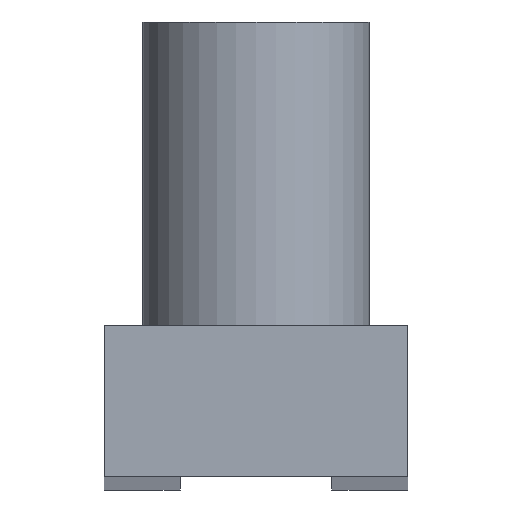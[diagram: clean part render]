
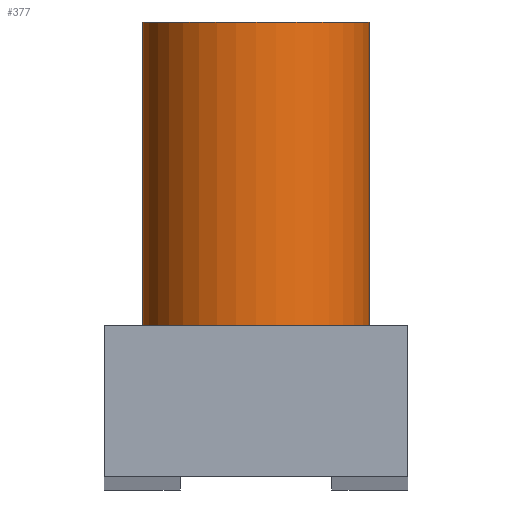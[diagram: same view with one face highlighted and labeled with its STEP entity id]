
A CAD part, top view. The second image highlights one B-rep face of the part: STEP entity #377.
In plain terms, the highlighted cylindrical face has radius 4.763 mm (diameter 9.525 mm), a full revolution.
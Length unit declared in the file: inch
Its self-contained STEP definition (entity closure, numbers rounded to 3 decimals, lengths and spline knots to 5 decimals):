
#36=CIRCLE('',#432,0.1875);
#37=CIRCLE('',#433,0.1875);
#46=CYLINDRICAL_SURFACE('',#431,0.1875);
#59=FACE_OUTER_BOUND('',#84,.T.);
#84=EDGE_LOOP('',(#282,#283,#284,#285));
#117=LINE('',#617,#150);
#150=VECTOR('',#505,0.1875);
#190=VERTEX_POINT('',#614);
#191=VERTEX_POINT('',#616);
#226=EDGE_CURVE('',#190,#190,#36,.T.);
#227=EDGE_CURVE('',#190,#191,#117,.T.);
#228=EDGE_CURVE('',#191,#191,#37,.T.);
#282=ORIENTED_EDGE('',*,*,#226,.F.);
#283=ORIENTED_EDGE('',*,*,#227,.T.);
#284=ORIENTED_EDGE('',*,*,#228,.F.);
#285=ORIENTED_EDGE('',*,*,#227,.F.);
#377=ADVANCED_FACE('',(#59),#46,.T.);
#431=AXIS2_PLACEMENT_3D('',#613,#501,#502);
#432=AXIS2_PLACEMENT_3D('',#615,#503,#504);
#433=AXIS2_PLACEMENT_3D('',#618,#506,#507);
#501=DIRECTION('center_axis',(0.,1.,0.));
#502=DIRECTION('ref_axis',(1.,0.,0.));
#503=DIRECTION('center_axis',(0.,1.,0.));
#504=DIRECTION('ref_axis',(1.,0.,0.));
#505=DIRECTION('',(0.,-1.,0.));
#506=DIRECTION('center_axis',(0.,-1.,0.));
#507=DIRECTION('ref_axis',(1.,0.,0.));
#613=CARTESIAN_POINT('Origin',(0.,0.25,12.1875));
#614=CARTESIAN_POINT('',(-0.1875,0.75,12.1875));
#615=CARTESIAN_POINT('Origin',(0.,0.75,12.1875));
#616=CARTESIAN_POINT('',(-0.1875,0.25,12.1875));
#617=CARTESIAN_POINT('',(-0.1875,0.25,12.1875));
#618=CARTESIAN_POINT('Origin',(0.,0.25,12.1875));
